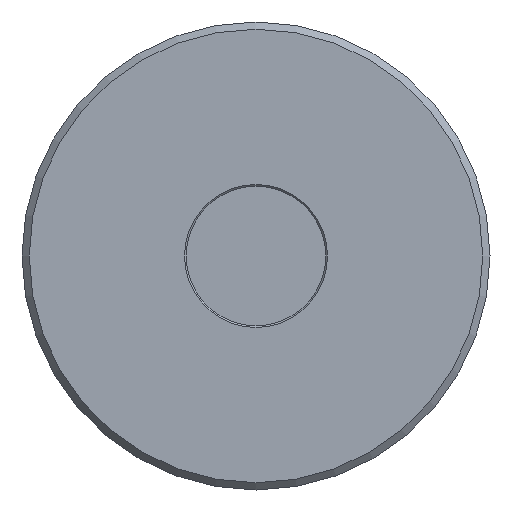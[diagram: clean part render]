
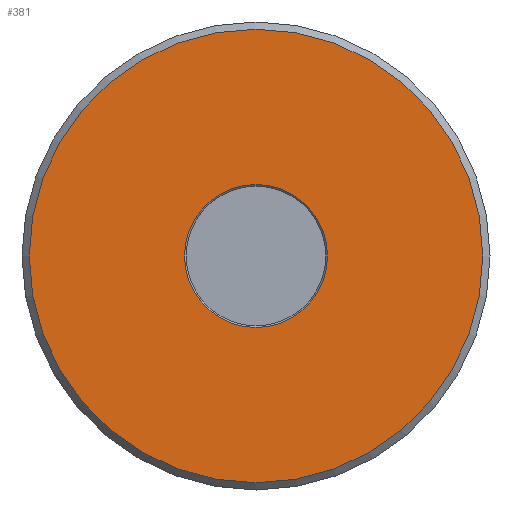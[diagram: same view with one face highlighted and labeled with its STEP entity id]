
A CAD part, front view. The second image highlights one B-rep face of the part: STEP entity #381.
In plain terms, the highlighted planar face has unit normal (0, -1, 0).
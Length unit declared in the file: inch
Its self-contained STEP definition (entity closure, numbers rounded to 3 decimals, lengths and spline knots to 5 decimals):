
#3 = CARTESIAN_POINT ( 'NONE',  ( 0., 0., 0.29613 ) ) ;
#7 = EDGE_LOOP ( 'NONE', ( #495 ) ) ;
#26 = PLANE ( 'NONE',  #164 ) ;
#28 = EDGE_LOOP ( 'NONE', ( #211 ) ) ;
#39 = DIRECTION ( 'NONE',  ( 0., 0., 1. ) ) ;
#51 = DIRECTION ( 'NONE',  ( 0., 1., 0. ) ) ;
#53 = CARTESIAN_POINT ( 'NONE',  ( 0., 0., 0. ) ) ;
#67 = DIRECTION ( 'NONE',  ( 0., 0., 1. ) ) ;
#76 = CIRCLE ( 'NONE', #146, 0.93875 ) ;
#107 = CARTESIAN_POINT ( 'NONE',  ( -0.29613, 0., 0. ) ) ;
#138 = VERTEX_POINT ( 'NONE', #3 ) ;
#143 = DIRECTION ( 'NONE',  ( 0., 0., -1. ) ) ;
#146 = AXIS2_PLACEMENT_3D ( 'NONE', #53, #51, #39 ) ;
#157 = AXIS2_PLACEMENT_3D ( 'NONE', #533, #305, #67 ) ;
#164 = AXIS2_PLACEMENT_3D ( 'NONE', #107, #288, #143 ) ;
#171 = EDGE_CURVE ( 'NONE', #138, #138, #443, .T. ) ;
#211 = ORIENTED_EDGE ( 'NONE', *, *, #220, .F. ) ;
#220 = EDGE_CURVE ( 'NONE', #368, #368, #76, .T. ) ;
#288 = DIRECTION ( 'NONE',  ( 0., -1., 0. ) ) ;
#290 = FACE_OUTER_BOUND ( 'NONE', #28, .T. ) ;
#305 = DIRECTION ( 'NONE',  ( 0., 1., 0. ) ) ;
#368 = VERTEX_POINT ( 'NONE', #390 ) ;
#381 = ADVANCED_FACE ( 'NONE', ( #394, #290 ), #26, .T. ) ;
#390 = CARTESIAN_POINT ( 'NONE',  ( 0., 0., 0.93875 ) ) ;
#394 = FACE_BOUND ( 'NONE', #7, .T. ) ;
#443 = CIRCLE ( 'NONE', #157, 0.29613 ) ;
#495 = ORIENTED_EDGE ( 'NONE', *, *, #171, .T. ) ;
#533 = CARTESIAN_POINT ( 'NONE',  ( 0., 0., 0. ) ) ;
